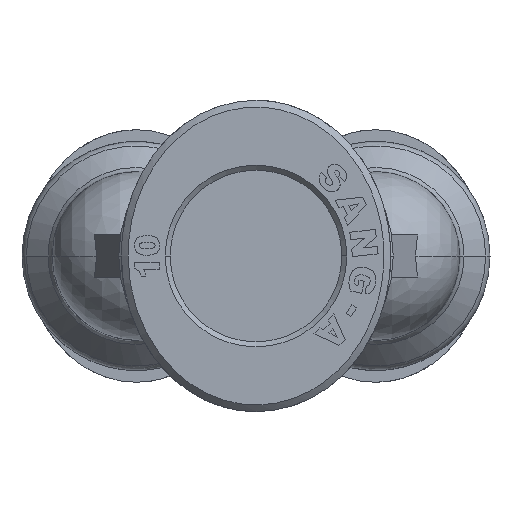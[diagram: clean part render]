
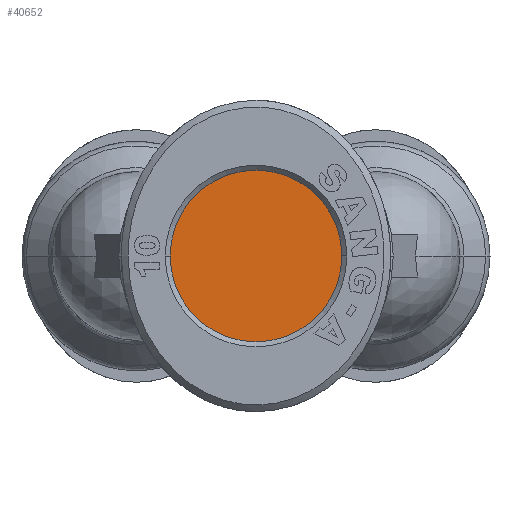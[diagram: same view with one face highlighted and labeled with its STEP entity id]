
A CAD part, front view. The second image highlights one B-rep face of the part: STEP entity #40652.
In plain terms, the highlighted face is planar.
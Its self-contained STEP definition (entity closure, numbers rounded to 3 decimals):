
#1341=CARTESIAN_POINT('',(-7.672,0.,12.2));
#1342=VERTEX_POINT('',#1341);
#1351=CARTESIAN_POINT('',(-7.672,0.,2.));
#1352=VERTEX_POINT('',#1351);
#1353=CARTESIAN_POINT('',(-7.672,0.,7.1));
#1354=DIRECTION('',(1.0,0.0,0.0));
#1355=DIRECTION('',(0.0,0.0,1.0));
#1356=AXIS2_PLACEMENT_3D('',#1353,#1354,#1355);
#1357=CIRCLE('',#1356,5.1);
#1358=EDGE_CURVE('',#1342,#1352,#1357,.T.);
#40633=CARTESIAN_POINT('',(-7.672,0.,7.1));
#40634=DIRECTION('',(1.0,0.0,0.0));
#40635=DIRECTION('',(0.0,0.0,1.0));
#40636=AXIS2_PLACEMENT_3D('',#40633,#40634,#40635);
#40637=CIRCLE('',#40636,5.1);
#40638=EDGE_CURVE('',#1352,#1342,#40637,.T.);
#40643=CARTESIAN_POINT('',(-7.672,0.,7.1));
#40644=DIRECTION('',(1.0,0.0,0.0));
#40645=DIRECTION('',(0.0,0.0,1.0));
#40646=AXIS2_PLACEMENT_3D('',#40643,#40644,#40645);
#40647=PLANE('',#40646);
#40648=ORIENTED_EDGE('',*,*,#1358,.F.);
#40649=ORIENTED_EDGE('',*,*,#40638,.F.);
#40650=EDGE_LOOP('',(#40648,#40649));
#40651=FACE_OUTER_BOUND('',#40650,.T.);
#40652=ADVANCED_FACE('',(#40651),#40647,.F.);
